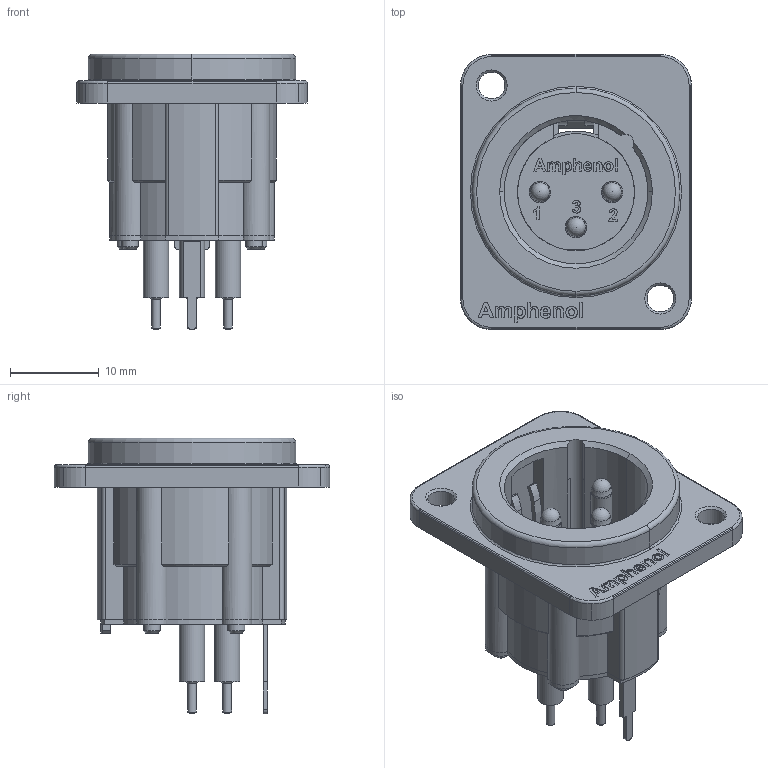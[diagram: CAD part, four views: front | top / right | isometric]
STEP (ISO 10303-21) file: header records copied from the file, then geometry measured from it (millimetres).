
FILE_DESCRIPTION(/* description */ (''),/* implementation_level */ '2;1');
FILE_NAME(/* name */ 'AX3MDV-M3.stp',/* time_stamp */ '2020-03-20T16:30:04+11:00',/* author */ ('minh'),/* organization */ (''),/* preprocessor_version */ 'ST-DEVELOPER v16.1',/* originating_system */ 'Autodesk Inventor 2016',/* authorisation */ '');
FILE_SCHEMA (('AUTOMOTIVE_DESIGN { 1 0 10303 214 3 1 1 }'));
Length unit declared in the file: inch
Products named in the file (1): AX3MDV-M3_Shrinkwrap_1
Bounding box: 26 x 31 x 31.05 mm (x, y, z)
Surface area: 5484.7 mm2 (no closed solid volume)
Topology: 0 solids, 41 shells, 293 faces, 1365 edges, 1087 vertices
Faces by surface type: plane 125, cylinder 108, cone 21, bspline 19, torus 13, sphere 7
Full cylindrical faces by diameter (mm): 1 x7, 1.9 x4, 2.37 x3, 2.85 x3, 3 x2
Entity records: 14924 total; most frequent: CARTESIAN_POINT 4555, ORIENTED_EDGE 1889, DIRECTION 1833, EDGE_CURVE 1299, VERTEX_POINT 1066, LINE 611, VECTOR 611, AXIS2_PLACEMENT_3D 611
